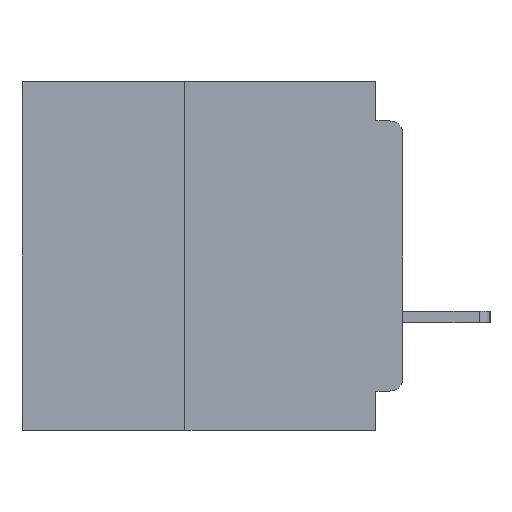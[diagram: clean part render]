
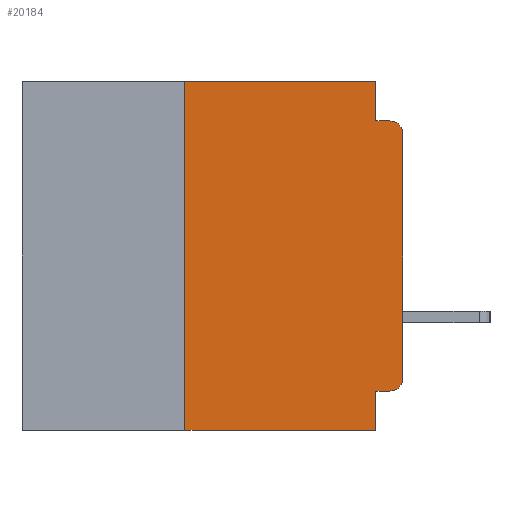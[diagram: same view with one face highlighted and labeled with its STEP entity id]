
A CAD part, left-side view. The second image highlights one B-rep face of the part: STEP entity #20184.
In plain terms, the highlighted planar face has unit normal (-1, 0, 0).
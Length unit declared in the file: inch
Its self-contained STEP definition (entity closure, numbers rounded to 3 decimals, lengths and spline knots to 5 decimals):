
#697 = EDGE_CURVE ( 'NONE', #8670, #5963, #11373, .T. ) ;
#1346 = DIRECTION ( 'NONE',  ( -1., 0., 0. ) ) ;
#1776 = DIRECTION ( 'NONE',  ( 0., 0., -1. ) ) ;
#3997 = EDGE_CURVE ( 'NONE', #30709, #31548, #22770, .T. ) ;
#4491 = ORIENTED_EDGE ( 'NONE', *, *, #36821, .F. ) ;
#5447 = CARTESIAN_POINT ( 'NONE',  ( 0., 0.015, -0.355 ) ) ;
#5747 = DIRECTION ( 'NONE',  ( 0., 0., -1. ) ) ;
#5963 = VERTEX_POINT ( 'NONE', #19766 ) ;
#6007 = CARTESIAN_POINT ( 'NONE',  ( 0., 0.031, 0. ) ) ;
#6121 = EDGE_CURVE ( 'NONE', #7078, #36115, #30178, .T. ) ;
#6293 = DIRECTION ( 'NONE',  ( 0., 1., 0. ) ) ;
#6552 = CARTESIAN_POINT ( 'NONE',  ( 0., 0., -0.045 ) ) ;
#6908 = CIRCLE ( 'NONE', #13335, 0.015 ) ;
#7078 = VERTEX_POINT ( 'NONE', #5447 ) ;
#7214 = ORIENTED_EDGE ( 'NONE', *, *, #35909, .F. ) ;
#8101 = CARTESIAN_POINT ( 'NONE',  ( 0., 0.031, -0.355 ) ) ;
#8147 = CARTESIAN_POINT ( 'NONE',  ( 0., 0.25, 0. ) ) ;
#8670 = VERTEX_POINT ( 'NONE', #22030 ) ;
#9000 = ORIENTED_EDGE ( 'NONE', *, *, #15840, .F. ) ;
#9437 = ORIENTED_EDGE ( 'NONE', *, *, #6121, .F. ) ;
#9936 = LINE ( 'NONE', #6552, #19304 ) ;
#10471 = AXIS2_PLACEMENT_3D ( 'NONE', #25444, #19711, #28335 ) ;
#10715 = CARTESIAN_POINT ( 'NONE',  ( 0., 0., -0.34 ) ) ;
#10901 = VERTEX_POINT ( 'NONE', #24117 ) ;
#11179 = AXIS2_PLACEMENT_3D ( 'NONE', #18503, #1346, #21377 ) ;
#11373 = LINE ( 'NONE', #6007, #17184 ) ;
#11945 = DIRECTION ( 'NONE',  ( 0., -1., 0. ) ) ;
#13335 = AXIS2_PLACEMENT_3D ( 'NONE', #35907, #18924, #1776 ) ;
#15008 = VECTOR ( 'NONE', #6293, 39.37008 ) ;
#15603 = EDGE_LOOP ( 'NONE', ( #16589, #29964, #31731, #18393, #9000, #7214, #36563, #4491, #9437, #19700 ) ) ;
#15840 = EDGE_CURVE ( 'NONE', #31234, #8670, #18633, .T. ) ;
#15897 = CARTESIAN_POINT ( 'NONE',  ( 0., 0.031, -0.4 ) ) ;
#16100 = VECTOR ( 'NONE', #23020, 39.37008 ) ;
#16589 = ORIENTED_EDGE ( 'NONE', *, *, #32471, .T. ) ;
#17077 = CARTESIAN_POINT ( 'NONE',  ( 0., 0., 0. ) ) ;
#17184 = VECTOR ( 'NONE', #5747, 39.37008 ) ;
#18393 = ORIENTED_EDGE ( 'NONE', *, *, #697, .F. ) ;
#18503 = CARTESIAN_POINT ( 'NONE',  ( 0., 0.015, -0.34 ) ) ;
#18633 = LINE ( 'NONE', #29017, #33764 ) ;
#18924 = DIRECTION ( 'NONE',  ( -1., 0., 0. ) ) ;
#19028 = EDGE_CURVE ( 'NONE', #35217, #10901, #6908, .T. ) ;
#19304 = VECTOR ( 'NONE', #23675, 39.37008 ) ;
#19700 = ORIENTED_EDGE ( 'NONE', *, *, #19931, .T. ) ;
#19711 = DIRECTION ( 'NONE',  ( 1., 0., 0. ) ) ;
#19766 = CARTESIAN_POINT ( 'NONE',  ( 0., 0.031, -0.045 ) ) ;
#19931 = EDGE_CURVE ( 'NONE', #7078, #20724, #35315, .T. ) ;
#20184 = ADVANCED_FACE ( 'NONE', ( #32247 ), #28209, .F. ) ;
#20724 = VERTEX_POINT ( 'NONE', #10715 ) ;
#21075 = EDGE_CURVE ( 'NONE', #5963, #10901, #9936, .T. ) ;
#21377 = DIRECTION ( 'NONE',  ( 0., 0., -1. ) ) ;
#22030 = CARTESIAN_POINT ( 'NONE',  ( 0., 0.031, 0. ) ) ;
#22150 = VECTOR ( 'NONE', #27067, 39.37008 ) ;
#22770 = LINE ( 'NONE', #31494, #16100 ) ;
#23020 = DIRECTION ( 'NONE',  ( 0., -1., 0. ) ) ;
#23408 = CARTESIAN_POINT ( 'NONE',  ( 0., 0., -0.355 ) ) ;
#23669 = CARTESIAN_POINT ( 'NONE',  ( 0., 0., -0.06 ) ) ;
#23675 = DIRECTION ( 'NONE',  ( 0., -1., 0. ) ) ;
#24117 = CARTESIAN_POINT ( 'NONE',  ( 0., 0.015, -0.045 ) ) ;
#24234 = CARTESIAN_POINT ( 'NONE',  ( 0., 0.25, -0.4 ) ) ;
#24562 = VECTOR ( 'NONE', #35716, 39.37008 ) ;
#25444 = CARTESIAN_POINT ( 'NONE',  ( 0., 0.437, 0. ) ) ;
#26423 = VECTOR ( 'NONE', #36891, 39.37008 ) ;
#26857 = CARTESIAN_POINT ( 'NONE',  ( 0., 0.25, -0.4 ) ) ;
#27067 = DIRECTION ( 'NONE',  ( 0., 0., 1. ) ) ;
#28209 = PLANE ( 'NONE',  #10471 ) ;
#28335 = DIRECTION ( 'NONE',  ( 0., 0., -1. ) ) ;
#29017 = CARTESIAN_POINT ( 'NONE',  ( 0., 0.437, 0. ) ) ;
#29732 = LINE ( 'NONE', #24234, #22150 ) ;
#29964 = ORIENTED_EDGE ( 'NONE', *, *, #19028, .T. ) ;
#30178 = LINE ( 'NONE', #23408, #15008 ) ;
#30709 = VERTEX_POINT ( 'NONE', #26857 ) ;
#31234 = VERTEX_POINT ( 'NONE', #8147 ) ;
#31494 = CARTESIAN_POINT ( 'NONE',  ( 0., 0.437, -0.4 ) ) ;
#31548 = VERTEX_POINT ( 'NONE', #15897 ) ;
#31731 = ORIENTED_EDGE ( 'NONE', *, *, #21075, .F. ) ;
#32140 = LINE ( 'NONE', #32908, #24562 ) ;
#32247 = FACE_OUTER_BOUND ( 'NONE', #15603, .T. ) ;
#32471 = EDGE_CURVE ( 'NONE', #20724, #35217, #33080, .T. ) ;
#32908 = CARTESIAN_POINT ( 'NONE',  ( 0., 0.031, -0.4 ) ) ;
#33080 = LINE ( 'NONE', #17077, #26423 ) ;
#33764 = VECTOR ( 'NONE', #11945, 39.37008 ) ;
#35217 = VERTEX_POINT ( 'NONE', #23669 ) ;
#35315 = CIRCLE ( 'NONE', #11179, 0.015 ) ;
#35716 = DIRECTION ( 'NONE',  ( 0., 0., -1. ) ) ;
#35907 = CARTESIAN_POINT ( 'NONE',  ( 0., 0.015, -0.06 ) ) ;
#35909 = EDGE_CURVE ( 'NONE', #30709, #31234, #29732, .T. ) ;
#36115 = VERTEX_POINT ( 'NONE', #8101 ) ;
#36563 = ORIENTED_EDGE ( 'NONE', *, *, #3997, .T. ) ;
#36821 = EDGE_CURVE ( 'NONE', #36115, #31548, #32140, .T. ) ;
#36891 = DIRECTION ( 'NONE',  ( 0., 0., 1. ) ) ;
